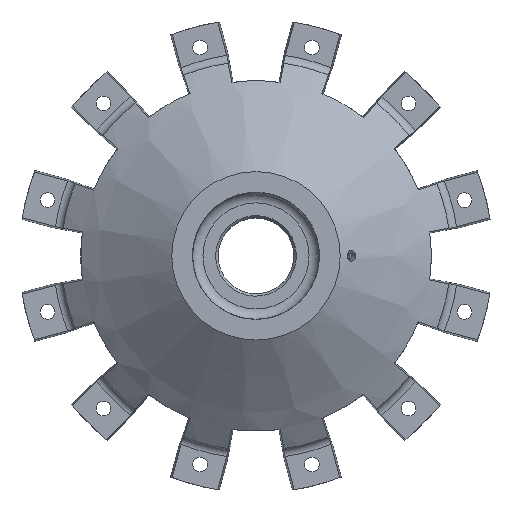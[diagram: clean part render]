
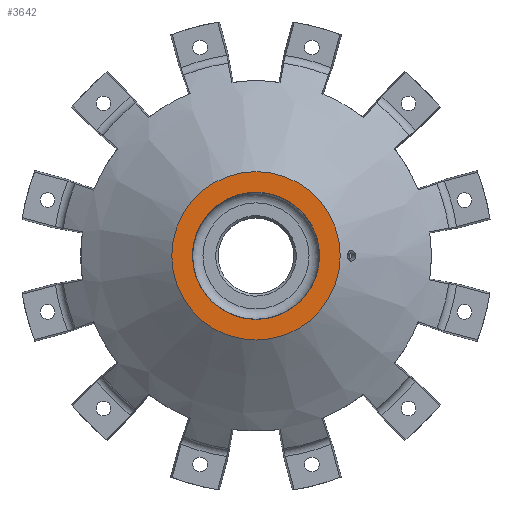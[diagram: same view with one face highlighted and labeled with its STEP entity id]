
A CAD part, top view. The second image highlights one B-rep face of the part: STEP entity #3642.
In plain terms, the highlighted planar face has unit normal (0, 0, 1).
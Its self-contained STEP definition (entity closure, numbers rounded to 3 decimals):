
#706=CARTESIAN_POINT('POINT56',(1510.,
   0.,2500.));
#707=VERTEX_POINT('VERTEX56',#706);
#715=CARTESIAN_POINT('POINT57',(-1510.,
   0.,2500.));
#716=VERTEX_POINT('VERTEX57',#715);
#723=CARTESIAN_POINT('POS66',(0.,0.,2500.));
#724=DIRECTION('DIR115',(0.,0.,-1.));
#725=DIRECTION('DIR116',(1.,0.,0.));
#726=AXIS2_PLACEMENT_3D('AXIS50',#723,#724,#725);
#727=CIRCLE('ELLIPSE30',#726,1510.);
#728=EDGE_CURVE('EDGE76',#716,#707,#727,.F.);
#739=CARTESIAN_POINT('POINT58',(-675.293,
   1350.585,2500.));
#740=VERTEX_POINT('VERTEX58',#739);
#741=EDGE_CURVE('EDGE77',#707,#740,#727,.F.);
#743=EDGE_CURVE('EDGE78',#740,#716,#727,.F.);
#3621=ORIENTED_EDGE('COEDGE387',*,*,#743,.F.);
#3622=ORIENTED_EDGE('COEDGE388',*,*,#741,.F.);
#3623=ORIENTED_EDGE('COEDGE389',*,*,#728,.F.);
#3624=EDGE_LOOP('NONE',(#3621,#3622,#3623));
#3625=FACE_BOUND('LOOP1',#3624,.T.);
#3626=CARTESIAN_POINT('POINT196',(2000.076,
   0.,2500.106));
#3627=VERTEX_POINT('VERTEX196',#3626);
#3628=CARTESIAN_POINT('POS248',(0.,0.,2500.));
#3629=DIRECTION('DIR431',(0.,0.,-1.));
#3630=DIRECTION('DIR432',(-1.,0.,0.));
#3631=AXIS2_PLACEMENT_3D('AXIS184',#3628,#3629,#3630);
#3632=CIRCLE('ELLIPSE116',#3631,2000.);
#3633=EDGE_CURVE('EDGE258',#3627,#3627,#3632,.T.);
#3634=ORIENTED_EDGE('COEDGE390',*,*,#3633,.F.);
#3635=EDGE_LOOP('NONE',(#3634));
#3636=FACE_BOUND('LOOP1',#3635,.T.);
#3637=CARTESIAN_POINT('POS249',(0.,0.,2500.));
#3638=DIRECTION('DIR433',(0.,0.,-1.));
#3639=DIRECTION('DIR434',(1.,0.,0.));
#3640=AXIS2_PLACEMENT_3D('AXIS185',#3637,#3638,#3639);
#3641=PLANE('PLANE22',#3640);
#3642=ADVANCED_FACE('FACE85',(#3625,#3636),#3641,.F.);
